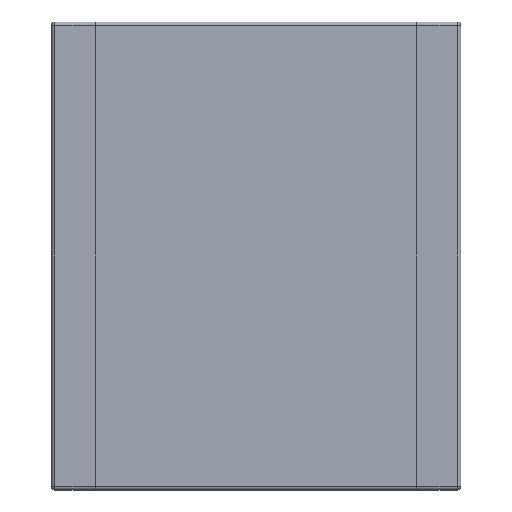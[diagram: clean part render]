
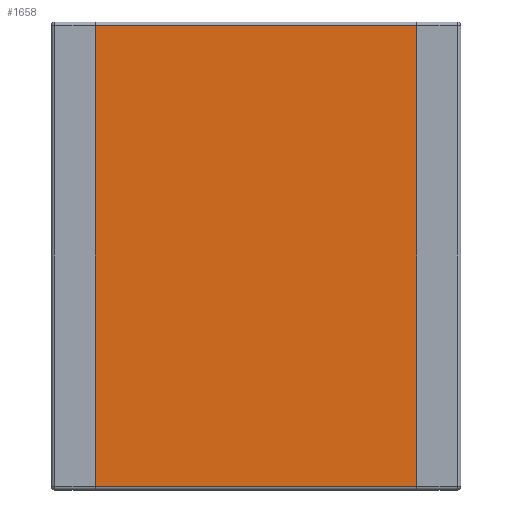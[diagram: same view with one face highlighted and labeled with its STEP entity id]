
A CAD part, front view. The second image highlights one B-rep face of the part: STEP entity #1658.
In plain terms, the highlighted planar face has unit normal (0, -1, 0).
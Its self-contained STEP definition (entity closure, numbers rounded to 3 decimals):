
#1 = ORIENTED_EDGE ( 'NONE', *, *, #1677, .T. ) ;
#2 = ORIENTED_EDGE ( 'NONE', *, *, #378, .F. ) ;
#3 = EDGE_CURVE ( 'NONE', #1560, #1575, #768, .T. ) ;
#4 = ORIENTED_EDGE ( 'NONE', *, *, #3, .T. ) ;
#26 = VERTEX_POINT ( 'NONE', #780 ) ;
#81 = DIRECTION ( 'NONE',  ( 0., 0., 1. ) ) ;
#82 = VECTOR ( 'NONE', #81, 1000. ) ;
#83 = CARTESIAN_POINT ( 'NONE',  ( -2.2, 0., -3.2 ) ) ;
#84 = LINE ( 'NONE', #83, #82 ) ;
#85 = CARTESIAN_POINT ( 'NONE',  ( -2.2, 0., 3.15 ) ) ;
#109 = CARTESIAN_POINT ( 'NONE',  ( -2.2, 0., -3.15 ) ) ;
#120 = CARTESIAN_POINT ( 'NONE',  ( 2.2, 0., -3.15 ) ) ;
#378 = EDGE_CURVE ( 'NONE', #26, #1575, #805, .T. ) ;
#410 = DIRECTION ( 'NONE',  ( 0., 0., -1. ) ) ;
#411 = DIRECTION ( 'NONE',  ( 0., -1., 0. ) ) ;
#412 = CARTESIAN_POINT ( 'NONE',  ( 2.8, 0., -3.2 ) ) ;
#413 = AXIS2_PLACEMENT_3D ( 'NONE', #412, #411, #410 ) ;
#414 = PLANE ( 'NONE',  #413 ) ;
#429 = FACE_OUTER_BOUND ( 'NONE', #1664, .T. ) ;
#488 = DIRECTION ( 'NONE',  ( -1., 0., 0. ) ) ;
#489 = VECTOR ( 'NONE', #488, 1000. ) ;
#490 = CARTESIAN_POINT ( 'NONE',  ( -2.8, 0., 3.15 ) ) ;
#491 = LINE ( 'NONE', #490, #489 ) ;
#765 = DIRECTION ( 'NONE',  ( 1., 0., 0. ) ) ;
#766 = VECTOR ( 'NONE', #765, 1000. ) ;
#767 = CARTESIAN_POINT ( 'NONE',  ( 2.8, 0., -3.15 ) ) ;
#768 = LINE ( 'NONE', #767, #766 ) ;
#771 = VERTEX_POINT ( 'NONE', #85 ) ;
#780 = CARTESIAN_POINT ( 'NONE',  ( 2.2, 0., 3.15 ) ) ;
#805 = LINE ( 'NONE', #855, #854 ) ;
#853 = DIRECTION ( 'NONE',  ( 0., 0., -1. ) ) ;
#854 = VECTOR ( 'NONE', #853, 1000. ) ;
#855 = CARTESIAN_POINT ( 'NONE',  ( 2.2, 0., -3.2 ) ) ;
#1547 = EDGE_CURVE ( 'NONE', #1560, #771, #84, .T. ) ;
#1560 = VERTEX_POINT ( 'NONE', #109 ) ;
#1575 = VERTEX_POINT ( 'NONE', #120 ) ;
#1658 = ADVANCED_FACE ( 'NONE', ( #429 ), #414, .T. ) ;
#1664 = EDGE_LOOP ( 'NONE', ( #1669, #4, #2, #1 ) ) ;
#1669 = ORIENTED_EDGE ( 'NONE', *, *, #1547, .F. ) ;
#1677 = EDGE_CURVE ( 'NONE', #26, #771, #491, .T. ) ;
